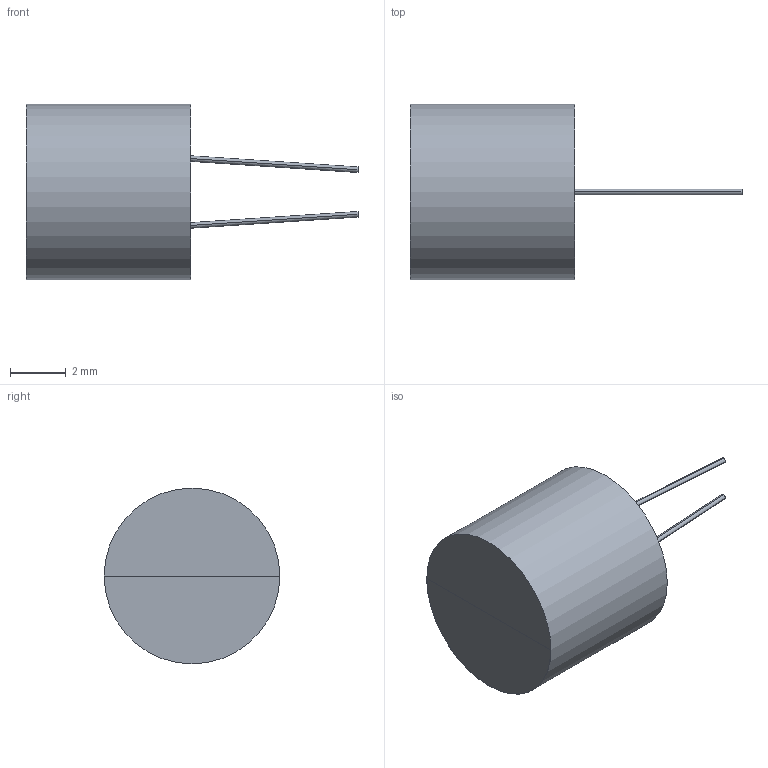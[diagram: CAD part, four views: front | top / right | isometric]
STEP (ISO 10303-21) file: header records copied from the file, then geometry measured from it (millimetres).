
FILE_DESCRIPTION(('HOOPS Exchange Step'),'2;1');
FILE_NAME('temp_export.step','2021-08-23T21:59:46+17:00',('mobile'),('Shapr3D Limited'),'HOOPS Exchange 2020.2','Shapr3D','Authorized');
FILE_SCHEMA( ('AP203_CONFIGURATION_CONTROLLED_3D_DESIGN_OF_MECHANICAL_PARTS_AND_ASSEMBLIES_MIM_LF') );
Length unit declared in the file: millimetre
Products named in the file (1): temp_export.x_b
Bounding box: 11.91 x 6.3 x 6.3 mm (x, y, z)
Volume: 184.5 mm3; surface area: 218.1 mm2
Topology: 4 solids, 4 shells, 19 faces, 34 edges, 23 vertices
Faces by surface type: cylinder 10, plane 9
Full cylindrical faces by diameter (mm): 6.3 x1
Entity records: 511 total; most frequent: DIRECTION 94, CARTESIAN_POINT 77, ORIENTED_EDGE 68, AXIS2_PLACEMENT_3D 40, EDGE_CURVE 34, VERTEX_POINT 23, EDGE_LOOP 19, FACE_BOUND 19
